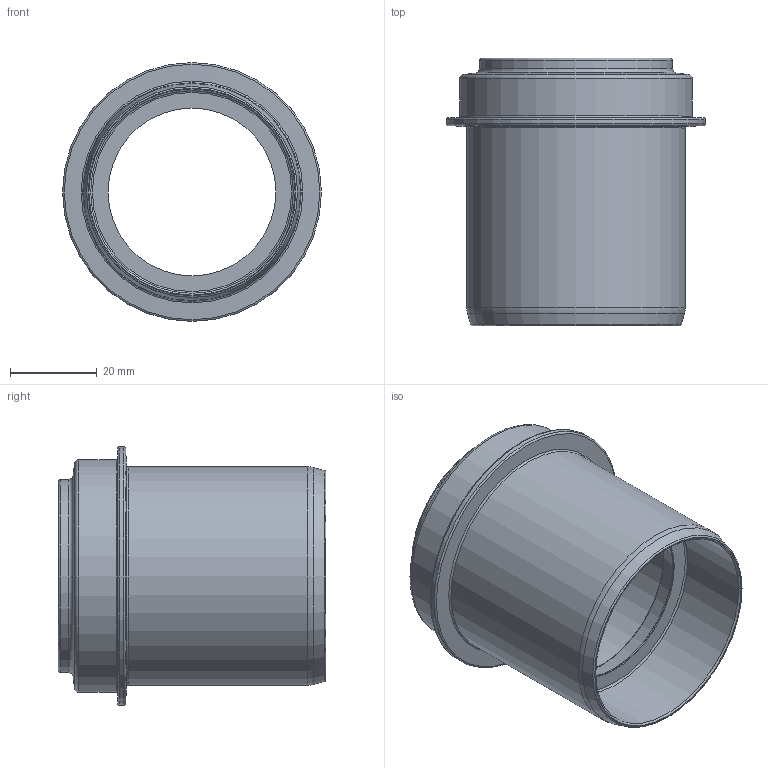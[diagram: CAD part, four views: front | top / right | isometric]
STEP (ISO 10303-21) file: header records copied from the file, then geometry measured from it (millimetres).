
FILE_DESCRIPTION(/* description */ (''),/* implementation_level */ '2;1');
FILE_NAME(/* name */ '172715 HTsafeR Reduktion,kurze Ausführung DN_OD 50_40.stp',/* time_stamp */ '2017-03-13T09:15:20+01:00',/* author */ ('user1'),/* organization */ (''),/* preprocessor_version */ 'ST-DEVELOPER v16.1',/* originating_system */ 'Autodesk Inventor 2016',/* authorisation */ '');
FILE_SCHEMA (('AUTOMOTIVE_DESIGN { 1 0 10303 214 3 1 1 }'));
Length unit declared in the file: millimetre
Products named in the file (1): 172715 HTsafeR Reduktion,kurze Ausführung DN_OD 50_4
0
Bounding box: 59.5 x 61.5 x 59.5 mm (x, y, z)
Volume: 31095.1 mm3; surface area: 21730.5 mm2
Topology: 1 solids, 1 shells, 39 faces, 73 edges, 39 vertices
Faces by surface type: torus 18, cylinder 10, cone 6, plane 5
Full cylindrical faces by diameter (mm): 38.6 x1, 40.8 x1, 41.2 x2, 44.4 x1, 46.6 x1, 50.2 x1, 50.3 x1, 53.5 x1, 59.5 x1
Entity records: 812 total; most frequent: DIRECTION 158, CARTESIAN_POINT 118, AXIS2_PLACEMENT_3D 79, EDGE_LOOP 78, ORIENTED_EDGE 78, FACE_BOUND 39, FACE_OUTER_BOUND 39, CIRCLE 39
